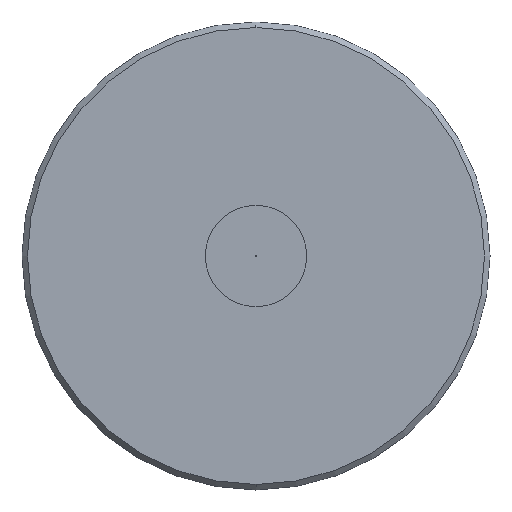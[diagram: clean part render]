
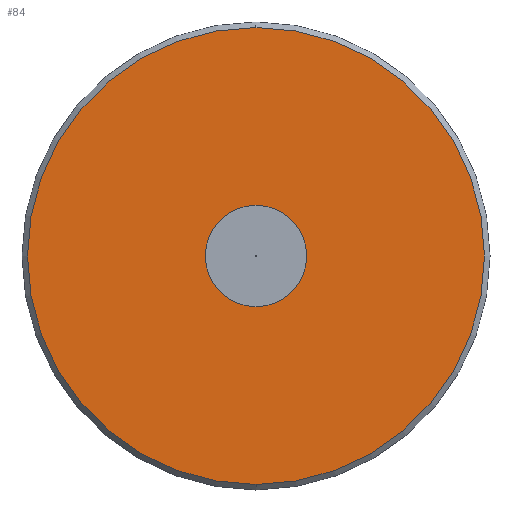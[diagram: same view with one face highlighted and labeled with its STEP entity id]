
A CAD part, left-side view. The second image highlights one B-rep face of the part: STEP entity #84.
In plain terms, the highlighted planar face has unit normal (-1, 0, 0).
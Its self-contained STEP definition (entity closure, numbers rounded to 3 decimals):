
#9 = EDGE_LOOP ( 'NONE', ( #244, #318 ) ) ;
#13 = DIRECTION ( 'NONE',  ( 1., 0., 0. ) ) ;
#25 = DIRECTION ( 'NONE',  ( 1., 0., 0. ) ) ;
#42 = FACE_BOUND ( 'NONE', #9, .T. ) ;
#44 = CIRCLE ( 'NONE', #285, 2.75 ) ;
#45 = EDGE_CURVE ( 'NONE', #188, #255, #442, .T. ) ;
#67 = DIRECTION ( 'NONE',  ( 0., 0., -1. ) ) ;
#84 = ADVANCED_FACE ( 'NONE', ( #507, #42 ), #142, .F. ) ;
#90 = EDGE_CURVE ( 'NONE', #280, #130, #157, .T. ) ;
#98 = DIRECTION ( 'NONE',  ( 0., 0., -1. ) ) ;
#130 = VERTEX_POINT ( 'NONE', #213 ) ;
#142 = PLANE ( 'NONE',  #388 ) ;
#157 = CIRCLE ( 'NONE', #290, 12.4 ) ;
#168 = DIRECTION ( 'NONE',  ( 1., 0., 0. ) ) ;
#188 = VERTEX_POINT ( 'NONE', #338 ) ;
#191 = ORIENTED_EDGE ( 'NONE', *, *, #90, .T. ) ;
#196 = CIRCLE ( 'NONE', #310, 12.4 ) ;
#213 = CARTESIAN_POINT ( 'NONE',  ( 0., 0., -12.4 ) ) ;
#235 = EDGE_CURVE ( 'NONE', #130, #280, #196, .T. ) ;
#241 = CARTESIAN_POINT ( 'NONE',  ( 0., 0., 0. ) ) ;
#244 = ORIENTED_EDGE ( 'NONE', *, *, #45, .T. ) ;
#249 = CARTESIAN_POINT ( 'NONE',  ( 0., 0., 0. ) ) ;
#255 = VERTEX_POINT ( 'NONE', #453 ) ;
#269 = DIRECTION ( 'NONE',  ( 0., 0., -1. ) ) ;
#280 = VERTEX_POINT ( 'NONE', #391 ) ;
#285 = AXIS2_PLACEMENT_3D ( 'NONE', #415, #13, #485 ) ;
#290 = AXIS2_PLACEMENT_3D ( 'NONE', #249, #425, #67 ) ;
#298 = ORIENTED_EDGE ( 'NONE', *, *, #235, .T. ) ;
#300 = AXIS2_PLACEMENT_3D ( 'NONE', #241, #168, #98 ) ;
#304 = EDGE_CURVE ( 'NONE', #255, #188, #44, .T. ) ;
#310 = AXIS2_PLACEMENT_3D ( 'NONE', #344, #347, #269 ) ;
#318 = ORIENTED_EDGE ( 'NONE', *, *, #304, .T. ) ;
#332 = CARTESIAN_POINT ( 'NONE',  ( 0., 0., 0. ) ) ;
#338 = CARTESIAN_POINT ( 'NONE',  ( 0., 0., -2.75 ) ) ;
#344 = CARTESIAN_POINT ( 'NONE',  ( 0., 0., 0. ) ) ;
#347 = DIRECTION ( 'NONE',  ( -1., 0., 0. ) ) ;
#377 = DIRECTION ( 'NONE',  ( 0., 0., -1. ) ) ;
#388 = AXIS2_PLACEMENT_3D ( 'NONE', #332, #25, #377 ) ;
#391 = CARTESIAN_POINT ( 'NONE',  ( 0., 0., 12.4 ) ) ;
#415 = CARTESIAN_POINT ( 'NONE',  ( 0., 0., 0. ) ) ;
#425 = DIRECTION ( 'NONE',  ( -1., 0., 0. ) ) ;
#442 = CIRCLE ( 'NONE', #300, 2.75 ) ;
#453 = CARTESIAN_POINT ( 'NONE',  ( 0., 0., 2.75 ) ) ;
#469 = EDGE_LOOP ( 'NONE', ( #298, #191 ) ) ;
#485 = DIRECTION ( 'NONE',  ( 0., 0., -1. ) ) ;
#507 = FACE_OUTER_BOUND ( 'NONE', #469, .T. ) ;
